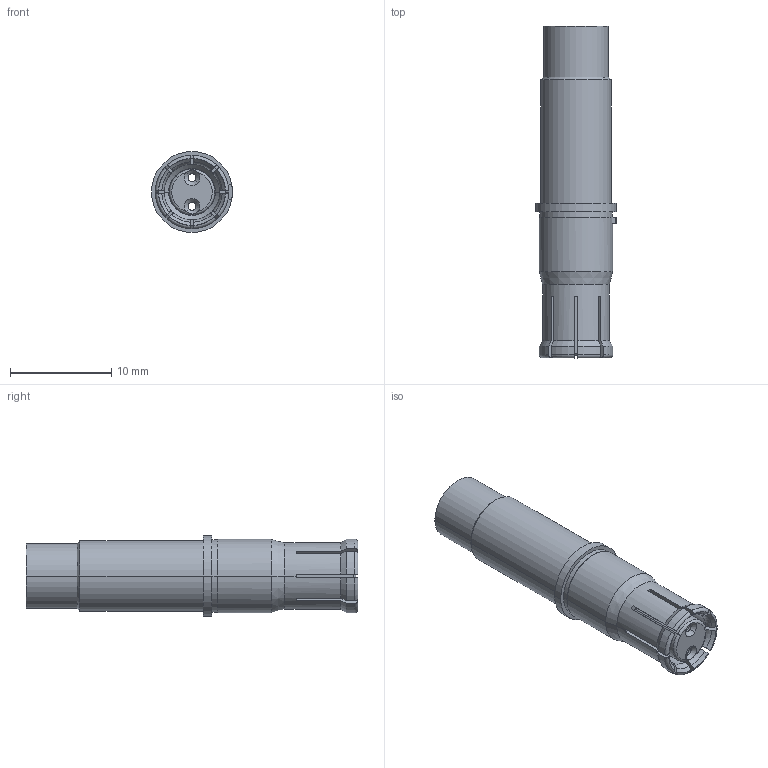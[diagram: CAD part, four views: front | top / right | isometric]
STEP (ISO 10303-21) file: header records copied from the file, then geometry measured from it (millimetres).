
FILE_DESCRIPTION((''),'2;1');
FILE_NAME('00170472202','2020-09-22T',('presta_be4'),(''),'CREO PARAMETRIC BY PTC INC, 2018360','CREO PARAMETRIC BY PTC INC, 2018360','');
FILE_SCHEMA(('CONFIG_CONTROL_DESIGN'));
Length unit declared in the file: millimetre
Products named in the file (1): 00170472202
Bounding box: 7.98 x 32.74 x 7.98 mm (x, y, z)
Volume: 731.7 mm3; surface area: 1890.8 mm2
Topology: 1 solids, 1 shells, 144 faces, 382 edges, 246 vertices
Faces by surface type: plane 52, cylinder 46, cone 28, torus 18
Entity records: 4835 total; most frequent: CARTESIAN_POINT 1197, ORIENTED_EDGE 764, DIRECTION 762, EDGE_CURVE 382, AXIS2_PLACEMENT_3D 306, VERTEX_POINT 246, CIRCLE 162, EDGE_LOOP 156
